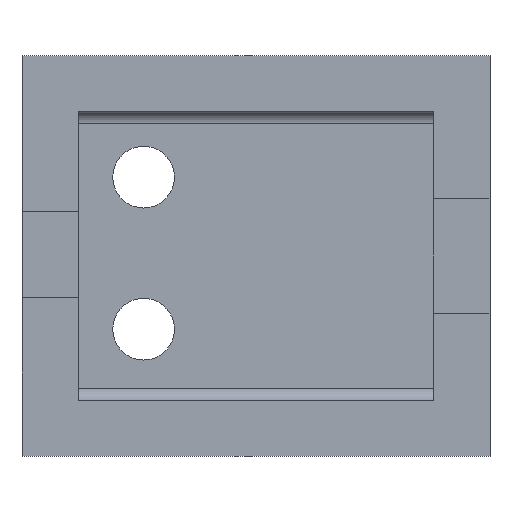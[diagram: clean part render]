
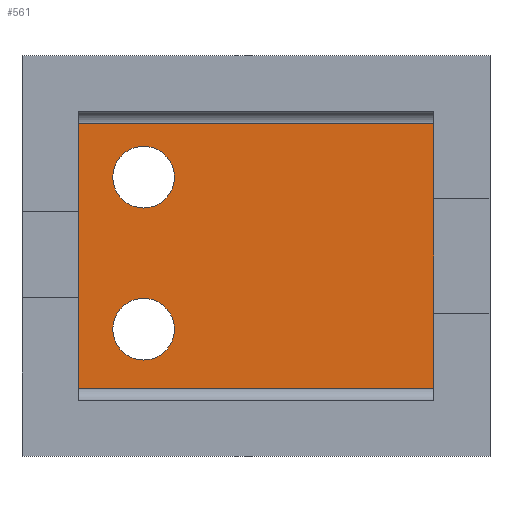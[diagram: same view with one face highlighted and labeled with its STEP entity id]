
A CAD part, left-side view. The second image highlights one B-rep face of the part: STEP entity #561.
In plain terms, the highlighted planar face has unit normal (-1, 0, 0).
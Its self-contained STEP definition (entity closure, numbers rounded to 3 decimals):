
#29=FACE_BOUND('',#114,.T.);
#30=FACE_BOUND('',#115,.T.);
#49=PLANE('',#622);
#79=FACE_OUTER_BOUND('',#113,.T.);
#113=EDGE_LOOP('',(#507,#508,#509,#510,#511,#512));
#114=EDGE_LOOP('',(#513));
#115=EDGE_LOOP('',(#514));
#122=LINE('',#813,#182);
#126=LINE('',#821,#186);
#130=LINE('',#834,#190);
#131=LINE('',#836,#191);
#166=LINE('',#918,#226);
#176=LINE('',#936,#236);
#182=VECTOR('',#660,10.);
#186=VECTOR('',#666,10.);
#190=VECTOR('',#678,10.);
#191=VECTOR('',#681,10.);
#226=VECTOR('',#754,10.);
#236=VECTOR('',#772,10.);
#239=CIRCLE('',#581,1.65);
#242=CIRCLE('',#586,1.65);
#255=VERTEX_POINT('',#788);
#258=VERTEX_POINT('',#797);
#262=VERTEX_POINT('',#807);
#264=VERTEX_POINT('',#811);
#267=VERTEX_POINT('',#819);
#270=VERTEX_POINT('',#828);
#272=VERTEX_POINT('',#832);
#300=VERTEX_POINT('',#917);
#305=EDGE_CURVE('',#255,#255,#239,.T.);
#309=EDGE_CURVE('',#258,#258,#242,.T.);
#316=EDGE_CURVE('',#264,#262,#122,.T.);
#320=EDGE_CURVE('',#267,#264,#126,.T.);
#326=EDGE_CURVE('',#272,#270,#130,.T.);
#327=EDGE_CURVE('',#262,#272,#131,.T.);
#368=EDGE_CURVE('',#300,#267,#166,.T.);
#378=EDGE_CURVE('',#270,#300,#176,.T.);
#507=ORIENTED_EDGE('',*,*,#316,.F.);
#508=ORIENTED_EDGE('',*,*,#320,.F.);
#509=ORIENTED_EDGE('',*,*,#368,.F.);
#510=ORIENTED_EDGE('',*,*,#378,.F.);
#511=ORIENTED_EDGE('',*,*,#326,.F.);
#512=ORIENTED_EDGE('',*,*,#327,.F.);
#513=ORIENTED_EDGE('',*,*,#309,.T.);
#514=ORIENTED_EDGE('',*,*,#305,.T.);
#561=ADVANCED_FACE('',(#79,#29,#30),#49,.F.);
#581=AXIS2_PLACEMENT_3D('',#789,#633,#634);
#586=AXIS2_PLACEMENT_3D('',#798,#644,#645);
#622=AXIS2_PLACEMENT_3D('',#937,#773,#774);
#633=DIRECTION('center_axis',(1.,0.,0.));
#634=DIRECTION('ref_axis',(0.,0.,-1.));
#644=DIRECTION('center_axis',(1.,0.,0.));
#645=DIRECTION('ref_axis',(0.,0.,-1.));
#660=DIRECTION('',(0.,1.,0.));
#666=DIRECTION('',(0.,0.,-1.));
#678=DIRECTION('',(0.,-1.,0.));
#681=DIRECTION('',(0.,0.,1.));
#754=DIRECTION('',(0.,0.,-1.));
#772=DIRECTION('',(0.,0.,-1.));
#773=DIRECTION('center_axis',(1.,0.,0.));
#774=DIRECTION('ref_axis',(0.,0.,-1.));
#788=CARTESIAN_POINT('',(45.6,63.2,-2.36));
#789=CARTESIAN_POINT('Origin',(45.6,63.2,-4.01));
#797=CARTESIAN_POINT('',(45.6,63.2,5.77));
#798=CARTESIAN_POINT('Origin',(45.6,63.2,4.12));
#807=CARTESIAN_POINT('',(45.6,66.7,-7.16));
#811=CARTESIAN_POINT('',(45.6,47.68,-7.16));
#813=CARTESIAN_POINT('',(45.6,52.435,-7.16));
#819=CARTESIAN_POINT('',(45.6,47.68,-3.155));
#821=CARTESIAN_POINT('',(45.6,47.68,-7.81));
#828=CARTESIAN_POINT('',(45.6,47.68,6.97));
#832=CARTESIAN_POINT('',(45.6,66.7,6.97));
#834=CARTESIAN_POINT('',(45.6,61.945,6.97));
#836=CARTESIAN_POINT('',(45.6,66.7,7.62));
#917=CARTESIAN_POINT('',(45.6,47.68,2.965));
#918=CARTESIAN_POINT('',(45.6,47.68,-7.81));
#936=CARTESIAN_POINT('',(45.6,47.68,-7.81));
#937=CARTESIAN_POINT('Origin',(45.6,57.19,-0.095));
